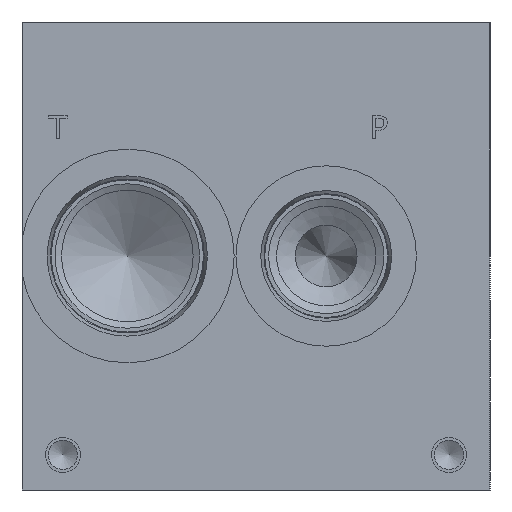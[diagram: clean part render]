
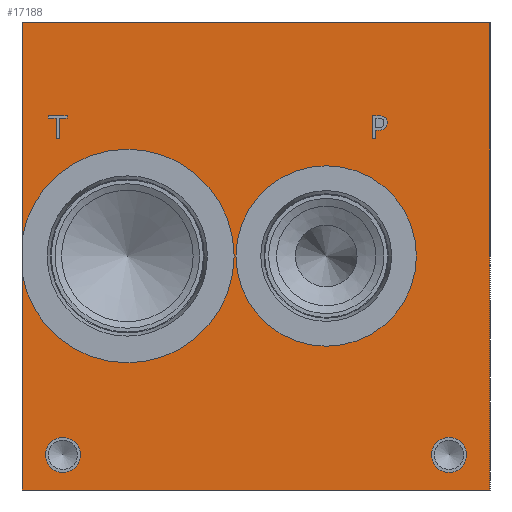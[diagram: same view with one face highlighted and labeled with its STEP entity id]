
A CAD part, left-side view. The second image highlights one B-rep face of the part: STEP entity #17188.
In plain terms, the highlighted planar face has unit normal (-1, 0, 0).
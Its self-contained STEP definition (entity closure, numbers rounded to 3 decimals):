
#520=CIRCLE('',#17959,28.981);
#521=CIRCLE('',#17960,24.486);
#522=CIRCLE('',#17961,24.486);
#523=CIRCLE('',#17962,4.763);
#524=CIRCLE('',#17963,4.763);
#525=CIRCLE('',#17964,4.763);
#526=CIRCLE('',#17965,4.763);
#1441=B_SPLINE_CURVE_WITH_KNOTS('',2,(#28403,#28404,#28405,#28406),
 .UNSPECIFIED.,.F.,.F.,(3,1,3),(0.,1.,2.),.UNSPECIFIED.);
#1443=B_SPLINE_CURVE_WITH_KNOTS('',2,(#28424,#28425,#28426,#28427),
 .UNSPECIFIED.,.F.,.F.,(3,1,3),(0.,1.,2.),.UNSPECIFIED.);
#1445=B_SPLINE_CURVE_WITH_KNOTS('',2,(#28473,#28474,#28475,#28476),
 .UNSPECIFIED.,.F.,.F.,(3,1,3),(0.,1.,2.),.UNSPECIFIED.);
#1447=B_SPLINE_CURVE_WITH_KNOTS('',2,(#28491,#28492,#28493,#28494),
 .UNSPECIFIED.,.F.,.F.,(3,1,3),(0.,1.,2.),.UNSPECIFIED.);
#1528=FACE_BOUND('',#3173,.T.);
#1529=FACE_BOUND('',#3174,.T.);
#1530=FACE_BOUND('',#3175,.T.);
#1531=FACE_BOUND('',#3176,.T.);
#1532=FACE_BOUND('',#3177,.T.);
#2183=FACE_OUTER_BOUND('',#3172,.T.);
#3172=EDGE_LOOP('',(#13715,#13716,#13717,#13718,#13719,#13720));
#3173=EDGE_LOOP('',(#13721,#13722));
#3174=EDGE_LOOP('',(#13723,#13724));
#3175=EDGE_LOOP('',(#13725,#13726));
#3176=EDGE_LOOP('',(#13727,#13728,#13729,#13730,#13731,#13732,#13733,#13734));
#3177=EDGE_LOOP('',(#13735,#13736,#13737,#13738,#13739,#13740,#13741,#13742,
#13743));
#3699=LINE('',#23017,#5176);
#4746=LINE('',#28436,#6223);
#4749=LINE('',#28442,#6226);
#4752=LINE('',#28448,#6229);
#4755=LINE('',#28454,#6232);
#4758=LINE('',#28460,#6235);
#4762=LINE('',#28505,#6239);
#4763=LINE('',#28506,#6240);
#4764=LINE('',#28508,#6241);
#4765=LINE('',#28509,#6242);
#4766=LINE('',#28524,#6243);
#4767=LINE('',#28526,#6244);
#4768=LINE('',#28528,#6245);
#4769=LINE('',#28530,#6246);
#4770=LINE('',#28532,#6247);
#4771=LINE('',#28534,#6248);
#4772=LINE('',#28536,#6249);
#4773=LINE('',#28537,#6250);
#5176=VECTOR('',#18940,10.);
#6223=VECTOR('',#20701,10.);
#6226=VECTOR('',#20706,10.);
#6229=VECTOR('',#20711,10.);
#6232=VECTOR('',#20716,10.);
#6235=VECTOR('',#20721,10.);
#6239=VECTOR('',#20731,10.);
#6240=VECTOR('',#20732,10.);
#6241=VECTOR('',#20733,10.);
#6242=VECTOR('',#20734,10.);
#6243=VECTOR('',#20747,10.);
#6244=VECTOR('',#20748,10.);
#6245=VECTOR('',#20749,10.);
#6246=VECTOR('',#20750,10.);
#6247=VECTOR('',#20751,10.);
#6248=VECTOR('',#20752,10.);
#6249=VECTOR('',#20753,10.);
#6250=VECTOR('',#20754,10.);
#6639=VERTEX_POINT('',#23010);
#6642=VERTEX_POINT('',#23015);
#7611=VERTEX_POINT('',#28401);
#7612=VERTEX_POINT('',#28402);
#7615=VERTEX_POINT('',#28423);
#7617=VERTEX_POINT('',#28435);
#7619=VERTEX_POINT('',#28441);
#7621=VERTEX_POINT('',#28447);
#7623=VERTEX_POINT('',#28453);
#7625=VERTEX_POINT('',#28459);
#7627=VERTEX_POINT('',#28472);
#7629=VERTEX_POINT('',#28501);
#7630=VERTEX_POINT('',#28502);
#7631=VERTEX_POINT('',#28504);
#7632=VERTEX_POINT('',#28507);
#7633=VERTEX_POINT('',#28510);
#7634=VERTEX_POINT('',#28511);
#7635=VERTEX_POINT('',#28514);
#7636=VERTEX_POINT('',#28515);
#7637=VERTEX_POINT('',#28518);
#7638=VERTEX_POINT('',#28519);
#7639=VERTEX_POINT('',#28522);
#7640=VERTEX_POINT('',#28523);
#7641=VERTEX_POINT('',#28525);
#7642=VERTEX_POINT('',#28527);
#7643=VERTEX_POINT('',#28529);
#7644=VERTEX_POINT('',#28531);
#7645=VERTEX_POINT('',#28533);
#7646=VERTEX_POINT('',#28535);
#8346=EDGE_CURVE('',#6639,#6642,#3699,.T.);
#9788=EDGE_CURVE('',#7611,#7612,#1441,.T.);
#9792=EDGE_CURVE('',#7615,#7611,#1443,.T.);
#9795=EDGE_CURVE('',#7617,#7615,#4746,.T.);
#9798=EDGE_CURVE('',#7619,#7617,#4749,.T.);
#9801=EDGE_CURVE('',#7621,#7619,#4752,.T.);
#9804=EDGE_CURVE('',#7623,#7621,#4755,.T.);
#9807=EDGE_CURVE('',#7625,#7623,#4758,.T.);
#9810=EDGE_CURVE('',#7627,#7625,#1445,.T.);
#9813=EDGE_CURVE('',#7612,#7627,#1447,.T.);
#9815=EDGE_CURVE('',#7629,#7630,#520,.T.);
#9816=EDGE_CURVE('',#7631,#7630,#4762,.T.);
#9817=EDGE_CURVE('',#7631,#6639,#4763,.T.);
#9818=EDGE_CURVE('',#7632,#6642,#4764,.T.);
#9819=EDGE_CURVE('',#7629,#7632,#4765,.T.);
#9820=EDGE_CURVE('',#7633,#7634,#521,.T.);
#9821=EDGE_CURVE('',#7634,#7633,#522,.T.);
#9822=EDGE_CURVE('',#7635,#7636,#523,.T.);
#9823=EDGE_CURVE('',#7636,#7635,#524,.T.);
#9824=EDGE_CURVE('',#7637,#7638,#525,.T.);
#9825=EDGE_CURVE('',#7638,#7637,#526,.T.);
#9826=EDGE_CURVE('',#7639,#7640,#4766,.T.);
#9827=EDGE_CURVE('',#7640,#7641,#4767,.T.);
#9828=EDGE_CURVE('',#7641,#7642,#4768,.T.);
#9829=EDGE_CURVE('',#7642,#7643,#4769,.T.);
#9830=EDGE_CURVE('',#7643,#7644,#4770,.T.);
#9831=EDGE_CURVE('',#7644,#7645,#4771,.T.);
#9832=EDGE_CURVE('',#7645,#7646,#4772,.T.);
#9833=EDGE_CURVE('',#7646,#7639,#4773,.T.);
#13715=ORIENTED_EDGE('',*,*,#9815,.T.);
#13716=ORIENTED_EDGE('',*,*,#9816,.F.);
#13717=ORIENTED_EDGE('',*,*,#9817,.T.);
#13718=ORIENTED_EDGE('',*,*,#8346,.T.);
#13719=ORIENTED_EDGE('',*,*,#9818,.F.);
#13720=ORIENTED_EDGE('',*,*,#9819,.F.);
#13721=ORIENTED_EDGE('',*,*,#9820,.T.);
#13722=ORIENTED_EDGE('',*,*,#9821,.T.);
#13723=ORIENTED_EDGE('',*,*,#9822,.T.);
#13724=ORIENTED_EDGE('',*,*,#9823,.T.);
#13725=ORIENTED_EDGE('',*,*,#9824,.T.);
#13726=ORIENTED_EDGE('',*,*,#9825,.T.);
#13727=ORIENTED_EDGE('',*,*,#9826,.T.);
#13728=ORIENTED_EDGE('',*,*,#9827,.T.);
#13729=ORIENTED_EDGE('',*,*,#9828,.T.);
#13730=ORIENTED_EDGE('',*,*,#9829,.T.);
#13731=ORIENTED_EDGE('',*,*,#9830,.T.);
#13732=ORIENTED_EDGE('',*,*,#9831,.T.);
#13733=ORIENTED_EDGE('',*,*,#9832,.T.);
#13734=ORIENTED_EDGE('',*,*,#9833,.T.);
#13735=ORIENTED_EDGE('',*,*,#9788,.T.);
#13736=ORIENTED_EDGE('',*,*,#9813,.T.);
#13737=ORIENTED_EDGE('',*,*,#9810,.T.);
#13738=ORIENTED_EDGE('',*,*,#9807,.T.);
#13739=ORIENTED_EDGE('',*,*,#9804,.T.);
#13740=ORIENTED_EDGE('',*,*,#9801,.T.);
#13741=ORIENTED_EDGE('',*,*,#9798,.T.);
#13742=ORIENTED_EDGE('',*,*,#9795,.T.);
#13743=ORIENTED_EDGE('',*,*,#9792,.T.);
#15995=PLANE('',#17958);
#17188=ADVANCED_FACE('',(#2183,#1528,#1529,#1530,#1531,#1532),#15995,.T.);
#17958=AXIS2_PLACEMENT_3D('',#28500,#20727,#20728);
#17959=AXIS2_PLACEMENT_3D('',#28503,#20729,#20730);
#17960=AXIS2_PLACEMENT_3D('',#28512,#20735,#20736);
#17961=AXIS2_PLACEMENT_3D('',#28513,#20737,#20738);
#17962=AXIS2_PLACEMENT_3D('',#28516,#20739,#20740);
#17963=AXIS2_PLACEMENT_3D('',#28517,#20741,#20742);
#17964=AXIS2_PLACEMENT_3D('',#28520,#20743,#20744);
#17965=AXIS2_PLACEMENT_3D('',#28521,#20745,#20746);
#18940=DIRECTION('',(0.,0.,1.));
#20701=DIRECTION('',(0.,-1.,0.));
#20706=DIRECTION('',(0.,0.,1.));
#20711=DIRECTION('',(0.,1.,0.));
#20716=DIRECTION('',(0.,0.,-1.));
#20721=DIRECTION('',(0.,1.,0.));
#20727=DIRECTION('center_axis',(-1.,0.,0.));
#20728=DIRECTION('ref_axis',(0.,-1.,0.));
#20729=DIRECTION('center_axis',(1.,0.,0.));
#20730=DIRECTION('ref_axis',(0.,0.,1.));
#20731=DIRECTION('',(0.,0.,1.));
#20732=DIRECTION('',(0.,-1.,0.));
#20733=DIRECTION('',(0.,-1.,0.));
#20734=DIRECTION('',(0.,0.,1.));
#20735=DIRECTION('center_axis',(1.,0.,0.));
#20736=DIRECTION('ref_axis',(0.,1.,0.));
#20737=DIRECTION('center_axis',(1.,0.,0.));
#20738=DIRECTION('ref_axis',(0.,1.,0.));
#20739=DIRECTION('center_axis',(1.,0.,0.));
#20740=DIRECTION('ref_axis',(0.,1.,0.));
#20741=DIRECTION('center_axis',(1.,0.,0.));
#20742=DIRECTION('ref_axis',(0.,1.,0.));
#20743=DIRECTION('center_axis',(1.,0.,0.));
#20744=DIRECTION('ref_axis',(0.,1.,0.));
#20745=DIRECTION('center_axis',(1.,0.,0.));
#20746=DIRECTION('ref_axis',(0.,1.,0.));
#20747=DIRECTION('',(0.,1.,0.));
#20748=DIRECTION('',(0.,0.,1.));
#20749=DIRECTION('',(0.,1.,0.));
#20750=DIRECTION('',(0.,0.,1.));
#20751=DIRECTION('',(0.,-1.,0.));
#20752=DIRECTION('',(0.,0.,-1.));
#20753=DIRECTION('',(0.,1.,0.));
#20754=DIRECTION('',(0.,0.,-1.));
#23010=CARTESIAN_POINT('',(0.,0.,0.));
#23015=CARTESIAN_POINT('',(0.,0.,127.));
#23017=CARTESIAN_POINT('',(0.,0.,0.));
#28401=CARTESIAN_POINT('',(0.,28.643,101.204));
#28402=CARTESIAN_POINT('',(0.,27.887,99.686));
#28403=CARTESIAN_POINT('Ctrl Pts',(0.,28.643,101.204));
#28404=CARTESIAN_POINT('Ctrl Pts',(0.,28.288,100.962));
#28405=CARTESIAN_POINT('Ctrl Pts',(0.,27.887,100.216));
#28406=CARTESIAN_POINT('Ctrl Pts',(0.,27.887,99.686));
#28423=CARTESIAN_POINT('',(0.,30.305,101.6));
#28424=CARTESIAN_POINT('Ctrl Pts',(0.,30.305,101.6));
#28425=CARTESIAN_POINT('Ctrl Pts',(0.,29.739,101.6));
#28426=CARTESIAN_POINT('Ctrl Pts',(0.,28.947,101.415));
#28427=CARTESIAN_POINT('Ctrl Pts',(0.,28.643,101.204));
#28435=CARTESIAN_POINT('',(0.,31.901,101.6));
#28436=CARTESIAN_POINT('',(0.,79.45,101.6));
#28441=CARTESIAN_POINT('',(0.,31.901,95.25));
#28442=CARTESIAN_POINT('',(0.,31.901,47.625));
#28447=CARTESIAN_POINT('',(0.,31.057,95.25));
#28448=CARTESIAN_POINT('',(0.,79.028,95.25));
#28453=CARTESIAN_POINT('',(0.,31.057,97.617));
#28454=CARTESIAN_POINT('',(0.,31.057,48.809));
#28459=CARTESIAN_POINT('',(0.,30.341,97.617));
#28460=CARTESIAN_POINT('',(0.,78.671,97.617));
#28472=CARTESIAN_POINT('',(0.,28.442,98.276));
#28473=CARTESIAN_POINT('Ctrl Pts',(0.,28.442,98.276));
#28474=CARTESIAN_POINT('Ctrl Pts',(0.,28.772,97.952));
#28475=CARTESIAN_POINT('Ctrl Pts',(0.,29.662,97.617));
#28476=CARTESIAN_POINT('Ctrl Pts',(0.,30.341,97.617));
#28491=CARTESIAN_POINT('Ctrl Pts',(0.,27.887,99.686));
#28492=CARTESIAN_POINT('Ctrl Pts',(0.,27.887,99.274));
#28493=CARTESIAN_POINT('Ctrl Pts',(0.,28.18,98.533));
#28494=CARTESIAN_POINT('Ctrl Pts',(0.,28.442,98.276));
#28500=CARTESIAN_POINT('Origin',(0.,127.,0.));
#28501=CARTESIAN_POINT('',(0.,127.,68.336));
#28502=CARTESIAN_POINT('',(0.,127.,58.664));
#28503=CARTESIAN_POINT('Origin',(0.,98.425,63.5));
#28504=CARTESIAN_POINT('',(0.,127.,0.));
#28505=CARTESIAN_POINT('',(0.,127.,0.));
#28506=CARTESIAN_POINT('',(0.,127.,0.));
#28507=CARTESIAN_POINT('',(0.,127.,127.));
#28508=CARTESIAN_POINT('',(0.,127.,127.));
#28509=CARTESIAN_POINT('',(0.,127.,0.));
#28510=CARTESIAN_POINT('',(0.,68.936,63.5));
#28511=CARTESIAN_POINT('',(0.,19.964,63.5));
#28512=CARTESIAN_POINT('Origin',(0.,44.45,63.5));
#28513=CARTESIAN_POINT('Origin',(0.,44.45,63.5));
#28514=CARTESIAN_POINT('',(0.,120.663,9.525));
#28515=CARTESIAN_POINT('',(0.,111.138,9.525));
#28516=CARTESIAN_POINT('Origin',(0.,115.9,9.525));
#28517=CARTESIAN_POINT('Origin',(0.,115.9,9.525));
#28518=CARTESIAN_POINT('',(0.,15.888,9.525));
#28519=CARTESIAN_POINT('',(0.,6.363,9.525));
#28520=CARTESIAN_POINT('Origin',(0.,11.125,9.525));
#28521=CARTESIAN_POINT('Origin',(0.,11.125,9.525));
#28522=CARTESIAN_POINT('',(0.,116.887,95.25));
#28523=CARTESIAN_POINT('',(0.,117.731,95.25));
#28524=CARTESIAN_POINT('',(0.,121.944,95.25));
#28525=CARTESIAN_POINT('',(0.,117.731,100.849));
#28526=CARTESIAN_POINT('',(0.,117.731,47.625));
#28527=CARTESIAN_POINT('',(0.,119.861,100.849));
#28528=CARTESIAN_POINT('',(0.,122.366,100.849));
#28529=CARTESIAN_POINT('',(0.,119.861,101.6));
#28530=CARTESIAN_POINT('',(0.,119.861,50.424));
#28531=CARTESIAN_POINT('',(0.,114.757,101.6));
#28532=CARTESIAN_POINT('',(0.,123.431,101.6));
#28533=CARTESIAN_POINT('',(0.,114.757,100.849));
#28534=CARTESIAN_POINT('',(0.,114.757,50.8));
#28535=CARTESIAN_POINT('',(0.,116.887,100.849));
#28536=CARTESIAN_POINT('',(0.,120.878,100.849));
#28537=CARTESIAN_POINT('',(0.,116.887,50.424));
